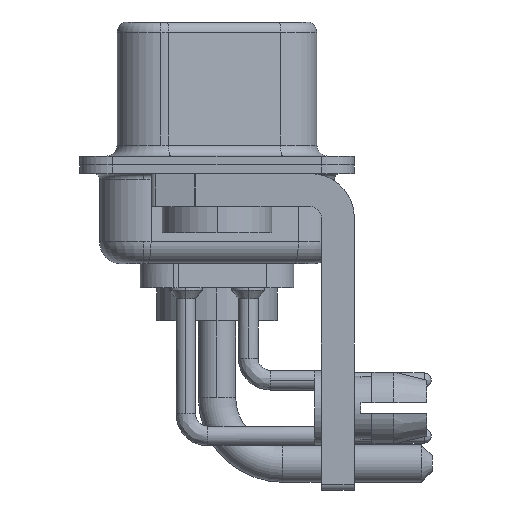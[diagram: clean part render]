
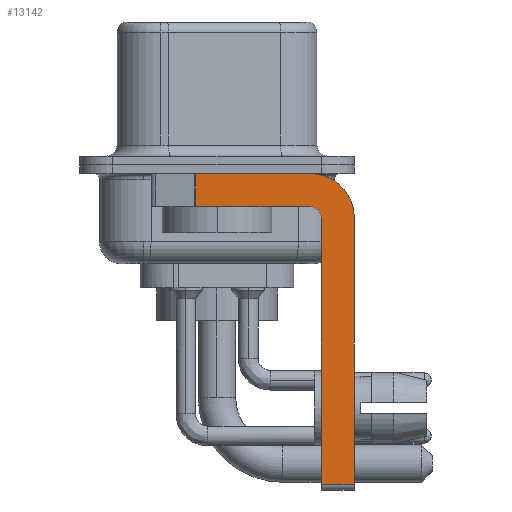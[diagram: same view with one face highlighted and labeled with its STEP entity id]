
A CAD part, left-side view. The second image highlights one B-rep face of the part: STEP entity #13142.
In plain terms, the highlighted planar face has unit normal (-1, 0, 0).
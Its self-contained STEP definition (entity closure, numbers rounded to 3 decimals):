
#218 = VERTEX_POINT ( 'NONE', #13234 ) ;
#1072 = CIRCLE ( 'NONE', #17953, 2. ) ;
#1166 = ORIENTED_EDGE ( 'NONE', *, *, #3311, .T. ) ;
#1512 = EDGE_CURVE ( 'NONE', #218, #13926, #16784, .T. ) ;
#2382 = CARTESIAN_POINT ( 'NONE',  ( -2.9, -4.75, -14.8 ) ) ;
#2650 = CARTESIAN_POINT ( 'NONE',  ( -2.9, -4.25, -2.4 ) ) ;
#2963 = DIRECTION ( 'NONE',  ( 1., 0., 0. ) ) ;
#3073 = AXIS2_PLACEMENT_3D ( 'NONE', #2650, #4294, #20440 ) ;
#3143 = ORIENTED_EDGE ( 'NONE', *, *, #14582, .F. ) ;
#3311 = EDGE_CURVE ( 'NONE', #22798, #24176, #16510, .T. ) ;
#3376 = EDGE_LOOP ( 'NONE', ( #9708, #21688, #12092, #8686, #3143, #1166, #14135, #17008 ) ) ;
#3777 = VERTEX_POINT ( 'NONE', #24167 ) ;
#3892 = DIRECTION ( 'NONE',  ( 0., -1., 0. ) ) ;
#4230 = CARTESIAN_POINT ( 'NONE',  ( -2.9, -4.25, -2.4 ) ) ;
#4294 = DIRECTION ( 'NONE',  ( -1., 0., 0. ) ) ;
#5240 = LINE ( 'NONE', #20271, #7795 ) ;
#5397 = CARTESIAN_POINT ( 'NONE',  ( -2.9, 0.978, -1.9 ) ) ;
#5919 = CARTESIAN_POINT ( 'NONE',  ( -2.9, -4.75, -14.55 ) ) ;
#6044 = DIRECTION ( 'NONE',  ( 0., 0., 1. ) ) ;
#6250 = FACE_OUTER_BOUND ( 'NONE', #3376, .T. ) ;
#6500 = DIRECTION ( 'NONE',  ( 1., 0., 0. ) ) ;
#6615 = VECTOR ( 'NONE', #6044, 1000. ) ;
#6797 = CARTESIAN_POINT ( 'NONE',  ( -2.9, -6.25, -2.4 ) ) ;
#7220 = VERTEX_POINT ( 'NONE', #5397 ) ;
#7471 = VECTOR ( 'NONE', #3892, 1000. ) ;
#7778 = VERTEX_POINT ( 'NONE', #23877 ) ;
#7795 = VECTOR ( 'NONE', #18741, 1000. ) ;
#8686 = ORIENTED_EDGE ( 'NONE', *, *, #22199, .F. ) ;
#8919 = CARTESIAN_POINT ( 'NONE',  ( -2.9, -4.25, -14.55 ) ) ;
#9708 = ORIENTED_EDGE ( 'NONE', *, *, #1512, .F. ) ;
#11115 = CIRCLE ( 'NONE', #3073, 0.5 ) ;
#11737 = CARTESIAN_POINT ( 'NONE',  ( -2.9, -6.25, -14.55 ) ) ;
#12092 = ORIENTED_EDGE ( 'NONE', *, *, #21611, .F. ) ;
#12212 = CARTESIAN_POINT ( 'NONE',  ( -2.9, -4.25, -1.9 ) ) ;
#12552 = CARTESIAN_POINT ( 'NONE',  ( -2.9, -4.25, -2.4 ) ) ;
#13016 = AXIS2_PLACEMENT_3D ( 'NONE', #4230, #6500, #15844 ) ;
#13142 = ADVANCED_FACE ( 'NONE', ( #6250 ), #21529, .F. ) ;
#13234 = CARTESIAN_POINT ( 'NONE',  ( -2.9, 0.978, -0.4 ) ) ;
#13926 = VERTEX_POINT ( 'NONE', #14186 ) ;
#14135 = ORIENTED_EDGE ( 'NONE', *, *, #22969, .F. ) ;
#14186 = CARTESIAN_POINT ( 'NONE',  ( -2.9, -4.25, -0.4 ) ) ;
#14505 = DIRECTION ( 'NONE',  ( 0., 0., -1. ) ) ;
#14582 = EDGE_CURVE ( 'NONE', #22798, #7778, #17289, .T. ) ;
#15688 = CARTESIAN_POINT ( 'NONE',  ( -2.9, -4.25, -1.9 ) ) ;
#15844 = DIRECTION ( 'NONE',  ( 0., 0., -1. ) ) ;
#16394 = LINE ( 'NONE', #6797, #24476 ) ;
#16510 = LINE ( 'NONE', #8919, #21530 ) ;
#16784 = LINE ( 'NONE', #20944, #7471 ) ;
#17008 = ORIENTED_EDGE ( 'NONE', *, *, #21258, .F. ) ;
#17210 = LINE ( 'NONE', #15688, #18365 ) ;
#17289 = LINE ( 'NONE', #2382, #6615 ) ;
#17746 = VERTEX_POINT ( 'NONE', #12212 ) ;
#17953 = AXIS2_PLACEMENT_3D ( 'NONE', #12552, #2963, #23790 ) ;
#18134 = EDGE_CURVE ( 'NONE', #218, #7220, #5240, .T. ) ;
#18365 = VECTOR ( 'NONE', #23390, 1000. ) ;
#18741 = DIRECTION ( 'NONE',  ( 0., 0., -1. ) ) ;
#20271 = CARTESIAN_POINT ( 'NONE',  ( -2.9, 0.978, -1.9 ) ) ;
#20440 = DIRECTION ( 'NONE',  ( 0., 0., 1. ) ) ;
#20662 = DIRECTION ( 'NONE',  ( 0., -1., 0. ) ) ;
#20944 = CARTESIAN_POINT ( 'NONE',  ( -2.9, 3., -0.4 ) ) ;
#21258 = EDGE_CURVE ( 'NONE', #13926, #3777, #1072, .T. ) ;
#21529 = PLANE ( 'NONE',  #13016 ) ;
#21530 = VECTOR ( 'NONE', #20662, 1000. ) ;
#21611 = EDGE_CURVE ( 'NONE', #17746, #7220, #17210, .T. ) ;
#21688 = ORIENTED_EDGE ( 'NONE', *, *, #18134, .T. ) ;
#22199 = EDGE_CURVE ( 'NONE', #7778, #17746, #11115, .T. ) ;
#22798 = VERTEX_POINT ( 'NONE', #5919 ) ;
#22969 = EDGE_CURVE ( 'NONE', #3777, #24176, #16394, .T. ) ;
#23390 = DIRECTION ( 'NONE',  ( 0., 1., 0. ) ) ;
#23790 = DIRECTION ( 'NONE',  ( 0., 0., -1. ) ) ;
#23877 = CARTESIAN_POINT ( 'NONE',  ( -2.9, -4.75, -2.4 ) ) ;
#24167 = CARTESIAN_POINT ( 'NONE',  ( -2.9, -6.25, -2.4 ) ) ;
#24176 = VERTEX_POINT ( 'NONE', #11737 ) ;
#24476 = VECTOR ( 'NONE', #14505, 1000. ) ;
